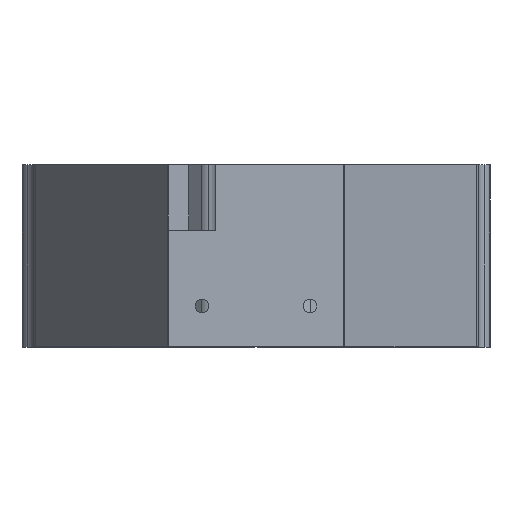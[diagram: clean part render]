
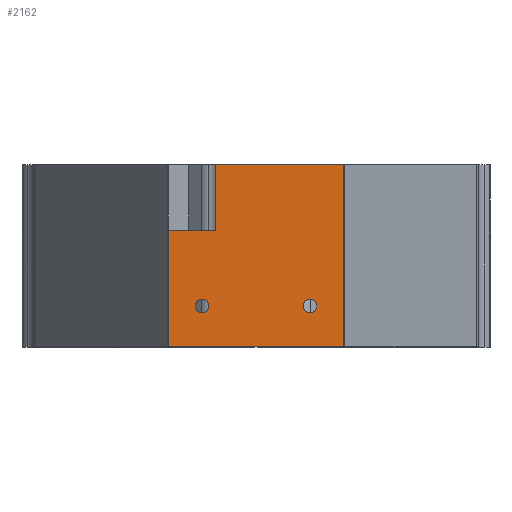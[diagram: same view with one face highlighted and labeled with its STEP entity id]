
A CAD part, top view. The second image highlights one B-rep face of the part: STEP entity #2162.
In plain terms, the highlighted planar face has unit normal (0, 0, 1).
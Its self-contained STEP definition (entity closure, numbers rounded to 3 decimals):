
#155 = ORIENTED_EDGE ( 'NONE', *, *, #2512, .F. ) ;
#160 = LINE ( 'NONE', #3967, #3315 ) ;
#224 = ORIENTED_EDGE ( 'NONE', *, *, #2414, .T. ) ;
#283 = EDGE_CURVE ( 'NONE', #3243, #2234, #1607, .T. ) ;
#460 = LINE ( 'NONE', #1075, #3422 ) ;
#549 = ORIENTED_EDGE ( 'NONE', *, *, #646, .F. ) ;
#580 = DIRECTION ( 'NONE',  ( 0., -1., 0. ) ) ;
#646 = EDGE_CURVE ( 'NONE', #2768, #830, #3032, .T. ) ;
#664 = CARTESIAN_POINT ( 'NONE',  ( 13., 0., 0. ) ) ;
#725 = DIRECTION ( 'NONE',  ( -1., 0., 0. ) ) ;
#732 = LINE ( 'NONE', #772, #2159 ) ;
#742 = ORIENTED_EDGE ( 'NONE', *, *, #283, .F. ) ;
#772 = CARTESIAN_POINT ( 'NONE',  ( -6., 17.25, 0. ) ) ;
#818 = EDGE_CURVE ( 'NONE', #3672, #2768, #732, .T. ) ;
#830 = VERTEX_POINT ( 'NONE', #2829 ) ;
#835 = CARTESIAN_POINT ( 'NONE',  ( -13., 17.25, 0. ) ) ;
#861 = DIRECTION ( 'NONE',  ( 0., 0., 1. ) ) ;
#883 = VERTEX_POINT ( 'NONE', #2802 ) ;
#977 = EDGE_CURVE ( 'NONE', #3672, #883, #1849, .T. ) ;
#1014 = AXIS2_PLACEMENT_3D ( 'NONE', #2061, #1461, #2045 ) ;
#1075 = CARTESIAN_POINT ( 'NONE',  ( 0., 0., 0. ) ) ;
#1076 = AXIS2_PLACEMENT_3D ( 'NONE', #3607, #1996, #725 ) ;
#1158 = AXIS2_PLACEMENT_3D ( 'NONE', #1832, #861, #3144 ) ;
#1177 = ORIENTED_EDGE ( 'NONE', *, *, #4163, .F. ) ;
#1393 = VECTOR ( 'NONE', #3345, 1000. ) ;
#1461 = DIRECTION ( 'NONE',  ( 0., 0., 1. ) ) ;
#1505 = CARTESIAN_POINT ( 'NONE',  ( -8., 6., 0. ) ) ;
#1607 = CIRCLE ( 'NONE', #1014, 1. ) ;
#1615 = ORIENTED_EDGE ( 'NONE', *, *, #2681, .F. ) ;
#1638 = CARTESIAN_POINT ( 'NONE',  ( -6., 17.25, 0. ) ) ;
#1750 = EDGE_CURVE ( 'NONE', #2436, #1860, #3532, .T. ) ;
#1832 = CARTESIAN_POINT ( 'NONE',  ( 8., 6., 0. ) ) ;
#1849 = LINE ( 'NONE', #4216, #3124 ) ;
#1854 = ORIENTED_EDGE ( 'NONE', *, *, #1750, .F. ) ;
#1860 = VERTEX_POINT ( 'NONE', #3735 ) ;
#1900 = AXIS2_PLACEMENT_3D ( 'NONE', #1505, #4165, #2200 ) ;
#1909 = CARTESIAN_POINT ( 'NONE',  ( 7., 6., 0. ) ) ;
#1946 = EDGE_LOOP ( 'NONE', ( #1615, #549, #2103, #2691, #224, #2309 ) ) ;
#1966 = VERTEX_POINT ( 'NONE', #4131 ) ;
#1996 = DIRECTION ( 'NONE',  ( 0., 0., 1. ) ) ;
#2013 = PLANE ( 'NONE',  #2425 ) ;
#2045 = DIRECTION ( 'NONE',  ( -1., 0., 0. ) ) ;
#2061 = CARTESIAN_POINT ( 'NONE',  ( 8., 6., 0. ) ) ;
#2103 = ORIENTED_EDGE ( 'NONE', *, *, #818, .F. ) ;
#2136 = LINE ( 'NONE', #4184, #3934 ) ;
#2159 = VECTOR ( 'NONE', #2787, 1000. ) ;
#2162 = ADVANCED_FACE ( 'NONE', ( #2564, #2361, #3112 ), #2013, .F. ) ;
#2200 = DIRECTION ( 'NONE',  ( -1., 0., 0. ) ) ;
#2234 = VERTEX_POINT ( 'NONE', #3338 ) ;
#2281 = CIRCLE ( 'NONE', #1900, 1. ) ;
#2284 = EDGE_LOOP ( 'NONE', ( #742, #155 ) ) ;
#2309 = ORIENTED_EDGE ( 'NONE', *, *, #2953, .F. ) ;
#2361 = FACE_BOUND ( 'NONE', #2997, .T. ) ;
#2414 = EDGE_CURVE ( 'NONE', #883, #3744, #460, .T. ) ;
#2425 = AXIS2_PLACEMENT_3D ( 'NONE', #2688, #2995, #3627 ) ;
#2436 = VERTEX_POINT ( 'NONE', #2767 ) ;
#2512 = EDGE_CURVE ( 'NONE', #2234, #3243, #3828, .T. ) ;
#2564 = FACE_BOUND ( 'NONE', #2284, .T. ) ;
#2667 = DIRECTION ( 'NONE',  ( 0., -1., 0. ) ) ;
#2681 = EDGE_CURVE ( 'NONE', #830, #1966, #2136, .T. ) ;
#2688 = CARTESIAN_POINT ( 'NONE',  ( 0., 27., 0. ) ) ;
#2691 = ORIENTED_EDGE ( 'NONE', *, *, #977, .T. ) ;
#2767 = CARTESIAN_POINT ( 'NONE',  ( -9., 6., 0. ) ) ;
#2768 = VERTEX_POINT ( 'NONE', #1638 ) ;
#2787 = DIRECTION ( 'NONE',  ( 1., 0., 0. ) ) ;
#2802 = CARTESIAN_POINT ( 'NONE',  ( -13., 0., 0. ) ) ;
#2829 = CARTESIAN_POINT ( 'NONE',  ( -6., 27., 0. ) ) ;
#2848 = DIRECTION ( 'NONE',  ( 1., 0., 0. ) ) ;
#2953 = EDGE_CURVE ( 'NONE', #1966, #3744, #160, .T. ) ;
#2995 = DIRECTION ( 'NONE',  ( 0., 0., -1. ) ) ;
#2997 = EDGE_LOOP ( 'NONE', ( #1854, #1177 ) ) ;
#3032 = LINE ( 'NONE', #3964, #1393 ) ;
#3112 = FACE_OUTER_BOUND ( 'NONE', #1946, .T. ) ;
#3124 = VECTOR ( 'NONE', #580, 1000. ) ;
#3144 = DIRECTION ( 'NONE',  ( -1., 0., 0. ) ) ;
#3243 = VERTEX_POINT ( 'NONE', #1909 ) ;
#3315 = VECTOR ( 'NONE', #2667, 1000. ) ;
#3338 = CARTESIAN_POINT ( 'NONE',  ( 9., 6., 0. ) ) ;
#3345 = DIRECTION ( 'NONE',  ( 0., 1., 0. ) ) ;
#3421 = DIRECTION ( 'NONE',  ( 1., 0., 0. ) ) ;
#3422 = VECTOR ( 'NONE', #3421, 1000. ) ;
#3532 = CIRCLE ( 'NONE', #1076, 1. ) ;
#3607 = CARTESIAN_POINT ( 'NONE',  ( -8., 6., 0. ) ) ;
#3627 = DIRECTION ( 'NONE',  ( -1., 0., 0. ) ) ;
#3672 = VERTEX_POINT ( 'NONE', #835 ) ;
#3735 = CARTESIAN_POINT ( 'NONE',  ( -7., 6., 0. ) ) ;
#3744 = VERTEX_POINT ( 'NONE', #664 ) ;
#3828 = CIRCLE ( 'NONE', #1158, 1. ) ;
#3934 = VECTOR ( 'NONE', #2848, 1000. ) ;
#3964 = CARTESIAN_POINT ( 'NONE',  ( -6., 17.25, 0. ) ) ;
#3967 = CARTESIAN_POINT ( 'NONE',  ( 13., 27., 0. ) ) ;
#4131 = CARTESIAN_POINT ( 'NONE',  ( 13., 27., 0. ) ) ;
#4163 = EDGE_CURVE ( 'NONE', #1860, #2436, #2281, .T. ) ;
#4165 = DIRECTION ( 'NONE',  ( 0., 0., 1. ) ) ;
#4184 = CARTESIAN_POINT ( 'NONE',  ( 0., 27., 0. ) ) ;
#4216 = CARTESIAN_POINT ( 'NONE',  ( -13., 27., 0. ) ) ;
